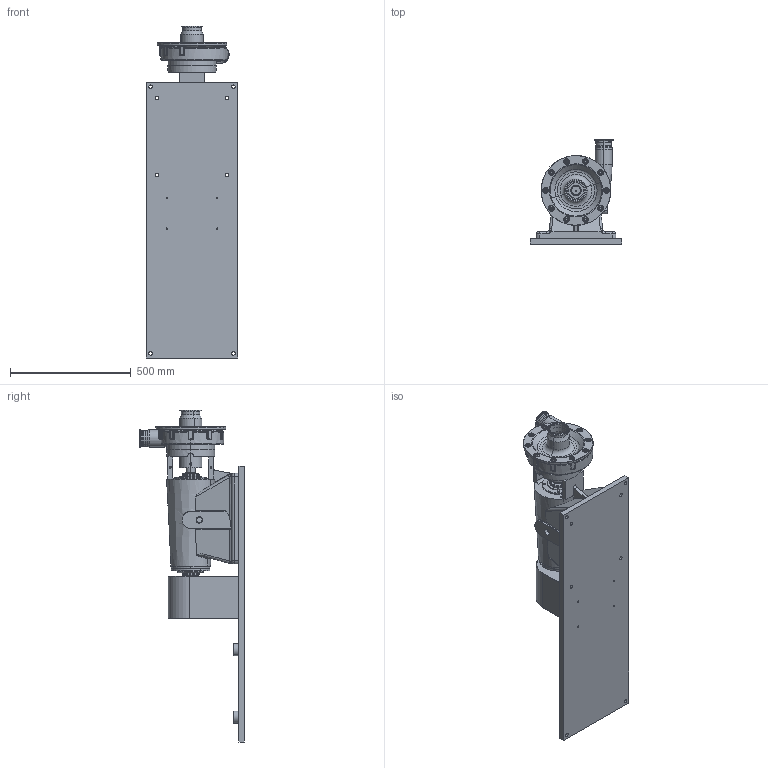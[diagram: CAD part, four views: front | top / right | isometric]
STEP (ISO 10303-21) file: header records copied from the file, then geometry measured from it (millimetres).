
FILE_DESCRIPTION (( 'STEP AP214' ), '1' );
FILE_NAME ('FPHP 3542 3 X 2.5 CLAMP 286TS MOUNTING HOLES.STEP', '2023-11-01T15:50:11', ( '' ), ( '' ), 'SwSTEP 2.0', 'SolidWorks 2023', '' );
FILE_SCHEMA (( 'AUTOMOTIVE_DESIGN' ));
Length unit declared in the file: millimetre
Products named in the file (4): 1713001009; 1275000137; FPHP 3542 3 X 2.5 CLAMP 286TS MOUNTING HOLES; 1235000035
Assembly tree (3 placements, depth 2):
  FPHP 3542 3 X 2.5 CLAMP 286TS MOUNTING HOLES
    1713001009
    1235000035
    1275000137
Bounding box: 381 x 433.43 x 1375.5 mm (x, y, z)
Volume: 10119634.5 mm3; surface area: 2567591.3 mm2
Topology: 2 solids, 26 shells, 770 faces, 2101 edges, 1343 vertices
Faces by surface type: cylinder 341, plane 172, cone 101, torus 79, bspline 62, sphere 15
Entity records: 29360 total; most frequent: CARTESIAN_POINT 9892, DIRECTION 4289, ORIENTED_EDGE 3773, EDGE_CURVE 2081, AXIS2_PLACEMENT_3D 1759, VERTEX_POINT 1338, CIRCLE 1044, EDGE_LOOP 920
